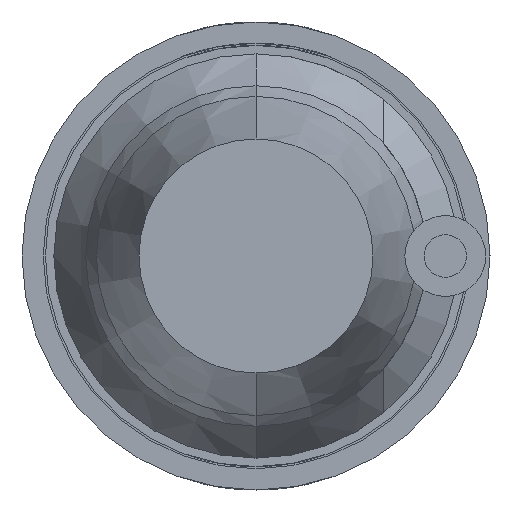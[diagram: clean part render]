
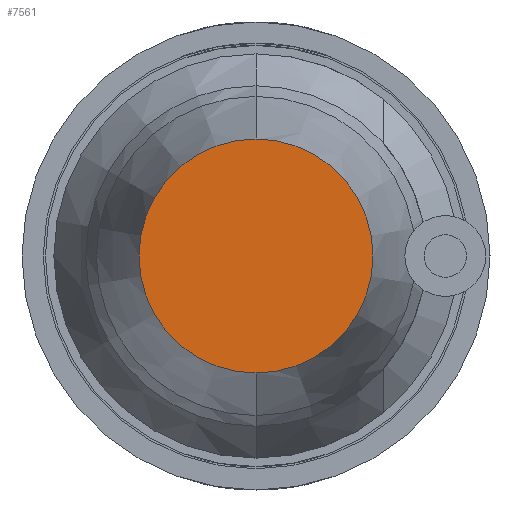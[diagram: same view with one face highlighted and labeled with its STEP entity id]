
A CAD part, front view. The second image highlights one B-rep face of the part: STEP entity #7561.
In plain terms, the highlighted planar face has unit normal (0, -1, 0).
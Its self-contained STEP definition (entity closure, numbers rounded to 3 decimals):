
#103 = DIRECTION ( 'NONE',  ( 0., 0., 1. ) ) ;
#215 = ORIENTED_EDGE ( 'NONE', *, *, #2331, .F. ) ;
#983 = CARTESIAN_POINT ( 'NONE',  ( -0.55, -39.2, 0. ) ) ;
#1149 = AXIS2_PLACEMENT_3D ( 'NONE', #6559, #1292, #3006 ) ;
#1292 = DIRECTION ( 'NONE',  ( 0., 1., 0. ) ) ;
#1307 = CARTESIAN_POINT ( 'NONE',  ( 0., -39.2, 0. ) ) ;
#1436 = CIRCLE ( 'NONE', #1149, 0.55 ) ;
#1811 = VERTEX_POINT ( 'NONE', #6747 ) ;
#2196 = CIRCLE ( 'NONE', #4560, 0.55 ) ;
#2331 = EDGE_CURVE ( 'Defeature ausgef�hrt1_34+Defeature ausgef�hrt1_33+Defeature ausgef�hrt1_33+Defeature ausgef�hrt1_33', #7612, #1811, #2196, .T. ) ;
#3006 = DIRECTION ( 'NONE',  ( 0., 0., 1. ) ) ;
#3630 = AXIS2_PLACEMENT_3D ( 'NONE', #983, #7491, #6853 ) ;
#4026 = EDGE_LOOP ( 'NONE', ( #6053, #215 ) ) ;
#4472 = EDGE_CURVE ( 'Defeature ausgef�hrt1_34+Defeature ausgef�hrt1_33+Defeature ausgef�hrt1_33+Defeature ausgef�hrt1_33', #1811, #7612, #1436, .T. ) ;
#4560 = AXIS2_PLACEMENT_3D ( 'NONE', #1307, #4765, #103 ) ;
#4577 = CARTESIAN_POINT ( 'NONE',  ( 0., -39.2, -0.55 ) ) ;
#4765 = DIRECTION ( 'NONE',  ( 0., 1., 0. ) ) ;
#6053 = ORIENTED_EDGE ( 'NONE', *, *, #4472, .F. ) ;
#6169 = FACE_OUTER_BOUND ( 'NONE', #4026, .T. ) ;
#6559 = CARTESIAN_POINT ( 'NONE',  ( 0., -39.2, 0. ) ) ;
#6747 = CARTESIAN_POINT ( 'NONE',  ( 0., -39.2, 0.55 ) ) ;
#6853 = DIRECTION ( 'NONE',  ( 0., 0., -1. ) ) ;
#7469 = PLANE ( 'NONE',  #3630 ) ;
#7491 = DIRECTION ( 'NONE',  ( 0., -1., 0. ) ) ;
#7561 = ADVANCED_FACE ( 'Defeature ausgef�hrt1_33', ( #6169 ), #7469, .T. ) ;
#7612 = VERTEX_POINT ( 'NONE', #4577 ) ;
